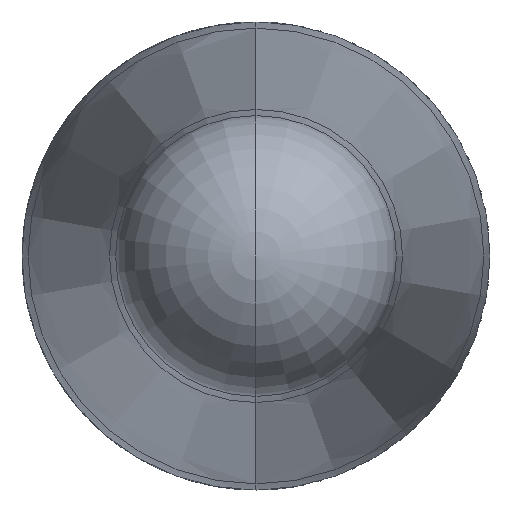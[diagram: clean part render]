
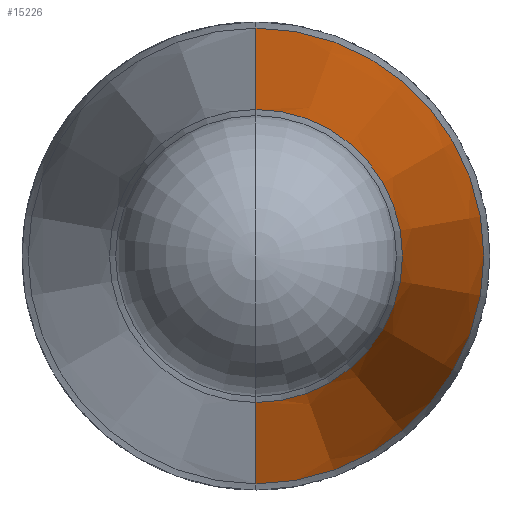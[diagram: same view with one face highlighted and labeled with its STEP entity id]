
A CAD part, left-side view. The second image highlights one B-rep face of the part: STEP entity #15226.
In plain terms, the highlighted conical face has half-angle 3.481 degrees and reference radius 3.131 mm.
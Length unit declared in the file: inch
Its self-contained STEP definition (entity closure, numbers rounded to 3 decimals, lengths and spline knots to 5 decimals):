
#844 = VERTEX_POINT ( 'NONE', #13099 ) ;
#1096 = DIRECTION ( 'NONE',  ( -1., 0., 0. ) ) ;
#1436 = CARTESIAN_POINT ( 'NONE',  ( 2.12643, 0., 0.19169 ) ) ;
#1598 = EDGE_CURVE ( 'NONE', #844, #7084, #23308, .T. ) ;
#2052 = AXIS2_PLACEMENT_3D ( 'NONE', #11852, #1096, #9517 ) ;
#2141 = DIRECTION ( 'NONE',  ( -0.998, 0., 0.061 ) ) ;
#4152 = DIRECTION ( 'NONE',  ( 0., 0., 1. ) ) ;
#5653 = CIRCLE ( 'NONE', #18961, 0.12327 ) ;
#6289 = EDGE_CURVE ( 'NONE', #844, #13110, #5653, .T. ) ;
#6544 = CARTESIAN_POINT ( 'NONE',  ( 2.12643, 0., -0.19169 ) ) ;
#7084 = VERTEX_POINT ( 'NONE', #6544 ) ;
#7633 = VECTOR ( 'NONE', #16970, 39.37008 ) ;
#9517 = DIRECTION ( 'NONE',  ( 0., 0., 1. ) ) ;
#9566 = CARTESIAN_POINT ( 'NONE',  ( 3.25114, 0., 0.12327 ) ) ;
#9690 = EDGE_CURVE ( 'NONE', #7084, #14457, #13974, .T. ) ;
#10808 = ORIENTED_EDGE ( 'NONE', *, *, #1598, .F. ) ;
#10818 = CARTESIAN_POINT ( 'NONE',  ( 3.25114, 0., 0. ) ) ;
#10826 = CARTESIAN_POINT ( 'NONE',  ( 3.25114, 0., -0.12327 ) ) ;
#11852 = CARTESIAN_POINT ( 'NONE',  ( 2.12643, 0., 0. ) ) ;
#12685 = VECTOR ( 'NONE', #2141, 39.37008 ) ;
#13099 = CARTESIAN_POINT ( 'NONE',  ( 3.25114, 0., -0.12327 ) ) ;
#13110 = VERTEX_POINT ( 'NONE', #9566 ) ;
#13974 = CIRCLE ( 'NONE', #2052, 0.19169 ) ;
#14414 = DIRECTION ( 'NONE',  ( -1., 0., 0. ) ) ;
#14457 = VERTEX_POINT ( 'NONE', #1436 ) ;
#14743 = DIRECTION ( 'NONE',  ( -1., 0., 0. ) ) ;
#15170 = DIRECTION ( 'NONE',  ( 0., 0., 1. ) ) ;
#15226 = ADVANCED_FACE ( 'NONE', ( #27148 ), #27044, .T. ) ;
#15303 = LINE ( 'NONE', #21643, #12685 ) ;
#15354 = EDGE_LOOP ( 'NONE', ( #10808, #19269, #22713, #24124 ) ) ;
#16970 = DIRECTION ( 'NONE',  ( -0.998, 0., -0.061 ) ) ;
#18961 = AXIS2_PLACEMENT_3D ( 'NONE', #10818, #14743, #15170 ) ;
#19269 = ORIENTED_EDGE ( 'NONE', *, *, #6289, .T. ) ;
#21643 = CARTESIAN_POINT ( 'NONE',  ( 3.25114, 0., 0.12327 ) ) ;
#22713 = ORIENTED_EDGE ( 'NONE', *, *, #25737, .T. ) ;
#23116 = CARTESIAN_POINT ( 'NONE',  ( 3.25114, 0., 0. ) ) ;
#23308 = LINE ( 'NONE', #10826, #7633 ) ;
#24124 = ORIENTED_EDGE ( 'NONE', *, *, #9690, .F. ) ;
#25737 = EDGE_CURVE ( 'NONE', #13110, #14457, #15303, .T. ) ;
#26166 = AXIS2_PLACEMENT_3D ( 'NONE', #23116, #14414, #4152 ) ;
#27044 = CONICAL_SURFACE ( 'NONE', #26166, 0.12327, 0.061 ) ;
#27148 = FACE_OUTER_BOUND ( 'NONE', #15354, .T. ) ;
